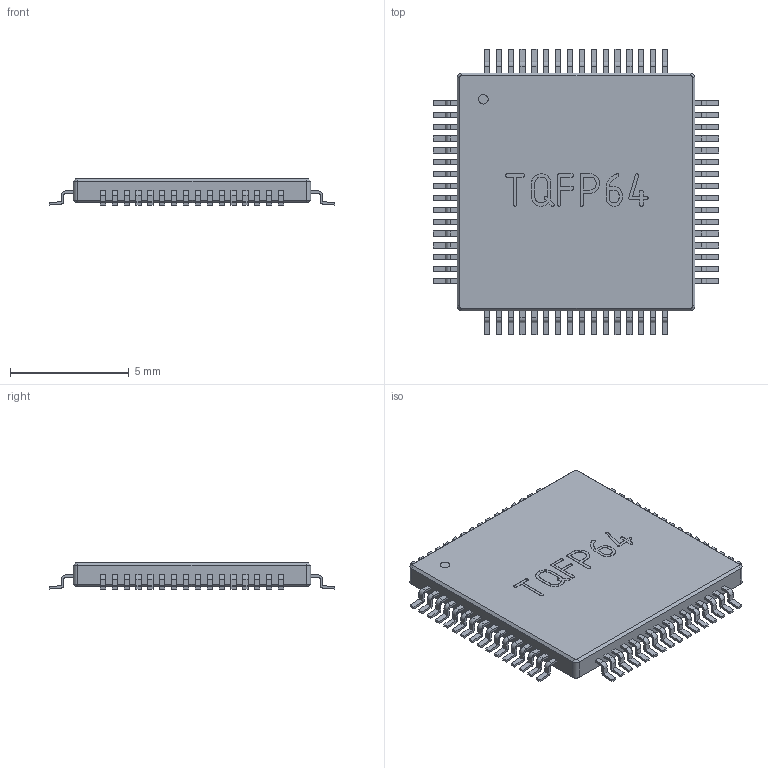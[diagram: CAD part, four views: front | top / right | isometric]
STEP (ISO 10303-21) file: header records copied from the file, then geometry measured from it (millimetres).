
FILE_DESCRIPTION (( 'STEP AP214' ), '1' );
FILE_NAME ('User Library-TQFP64.STEP', '2010-10-31T06:07:03', ( 'SysAdmin' ), ( 'SolidWorks' ), 'SwSTEP 2.0', 'SolidWorks 2010', '' );
FILE_SCHEMA (( 'AUTOMOTIVE_DESIGN' ));
Length unit declared in the file: millimetre
Products named in the file (1): User Library-TQFP64
Bounding box: 12.02 x 12.02 x 1.1 mm (x, y, z)
Volume: 101.5 mm3; surface area: 291.6 mm2
Topology: 1 solids, 1 shells, 908 faces, 2480 edges, 1648 vertices
Faces by surface type: plane 641, cylinder 198, bspline 61, cone 8
Entity records: 42206 total; most frequent: CARTESIAN_POINT 9168, ORIENTED_EDGE 4960, DIRECTION 4458, EDGE_CURVE 2480, VECTOR 1954, LINE 1954, VERTEX_POINT 1648, AXIS2_PLACEMENT_3D 1252
